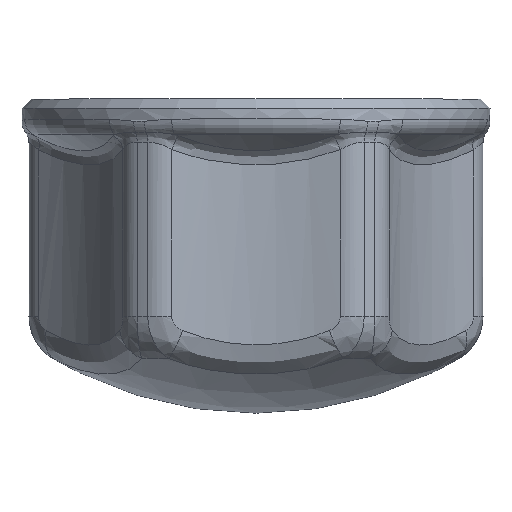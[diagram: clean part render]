
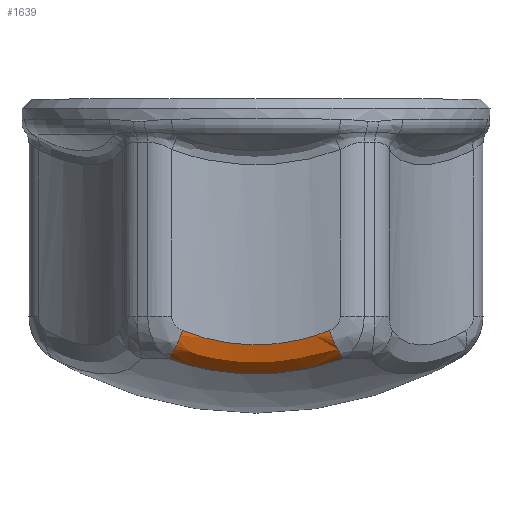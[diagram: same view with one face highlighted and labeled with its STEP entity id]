
A CAD part, top view. The second image highlights one B-rep face of the part: STEP entity #1639.
In plain terms, the highlighted free-form (B-spline) face has degree [3, 2] with [14, 3] control points.
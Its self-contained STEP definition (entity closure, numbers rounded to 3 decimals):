
#54=(
BOUNDED_SURFACE()
B_SPLINE_SURFACE(3,2,((#6155,#6156,#6157),(#6158,#6159,#6160),(#6161,#6162,
#6163),(#6164,#6165,#6166),(#6167,#6168,#6169),(#6170,#6171,#6172),(#6173,
#6174,#6175),(#6176,#6177,#6178),(#6179,#6180,#6181),(#6182,#6183,#6184),
(#6185,#6186,#6187),(#6188,#6189,#6190),(#6191,#6192,#6193),(#6194,#6195,
#6196)),.UNSPECIFIED.,.F.,.F.,.F.)
B_SPLINE_SURFACE_WITH_KNOTS((4,2,2,2,2,2,4),(3,3),(0.,0.003,0.004,
0.005,0.008,0.009,0.01),(0.,1.),.UNSPECIFIED.)
GEOMETRIC_REPRESENTATION_ITEM()
RATIONAL_B_SPLINE_SURFACE(((1.,0.834,1.),(1.,0.837,1.),(1.,
0.84,1.),(1.,0.842,1.),(1.,0.843,1.),(1.,0.844,
1.),(1.,0.844,1.),(1.,0.844,1.),(1.,0.843,1.),(1.,0.841,
1.),(1.,0.84,1.),(1.,0.837,1.),(1.,0.835,1.),(1.,0.834,
1.)))
REPRESENTATION_ITEM('')
SURFACE()
);
#171=B_SPLINE_CURVE_WITH_KNOTS('',3,(#4717,#4718,#4719,#4720,#4721,#4722,
#4723,#4724,#4725,#4726,#4727,#4728,#4729,#4730,#4731,#4732,#4733,#4734,
#4735,#4736,#4737,#4738,#4739,#4740,#4741,#4742,#4743,#4744,#4745,#4746,
#4747,#4748,#4749,#4750,#4751,#4752,#4753,#4754,#4755,#4756,#4757,#4758,
#4759),.UNSPECIFIED.,.F.,.F.,(4,3,3,3,3,3,3,3,3,3,3,3,3,3,4),(0.,0.001,
0.001,0.002,0.002,0.002,
0.005,0.005,0.005,0.006,
0.006,0.007,0.007,0.009,0.009),
 .UNSPECIFIED.);
#179=B_SPLINE_CURVE_WITH_KNOTS('',3,(#5017,#5018,#5019,#5020,#5021,#5022,
#5023,#5024,#5025,#5026,#5027,#5028,#5029,#5030,#5031,#5032,#5033,#5034,
#5035),.UNSPECIFIED.,.F.,.F.,(4,3,3,3,3,3,4),(0.,0.003,0.004,
0.006,0.008,0.01,0.011),.UNSPECIFIED.);
#385=FACE_OUTER_BOUND('',#497,.T.);
#497=EDGE_LOOP('',(#1463,#1464,#1465,#1466));
#629=CIRCLE('',#1846,1.4);
#630=CIRCLE('',#1847,1.4);
#741=VERTEX_POINT('',#4669);
#742=VERTEX_POINT('',#4716);
#757=VERTEX_POINT('',#5014);
#758=VERTEX_POINT('',#5016);
#954=EDGE_CURVE('',#741,#742,#171,.T.);
#976=EDGE_CURVE('',#757,#758,#179,.T.);
#1017=EDGE_CURVE('',#742,#757,#629,.T.);
#1018=EDGE_CURVE('',#741,#758,#630,.T.);
#1463=ORIENTED_EDGE('',*,*,#1018,.T.);
#1464=ORIENTED_EDGE('',*,*,#976,.F.);
#1465=ORIENTED_EDGE('',*,*,#1017,.F.);
#1466=ORIENTED_EDGE('',*,*,#954,.F.);
#1639=ADVANCED_FACE('',(#385),#54,.T.);
#1846=AXIS2_PLACEMENT_3D('',#6154,#2233,#2234);
#1847=AXIS2_PLACEMENT_3D('',#6197,#2235,#2236);
#2233=DIRECTION('center_axis',(0.916,0.34,0.213));
#2234=DIRECTION('ref_axis',(-0.226,0.,0.974));
#2235=DIRECTION('center_axis',(0.916,-0.34,-0.213));
#2236=DIRECTION('ref_axis',(0.226,0.,0.974));
#4669=CARTESIAN_POINT('',(15.96,-131.418,-164.755));
#4716=CARTESIAN_POINT('',(22.301,-131.418,-164.755));
#4717=CARTESIAN_POINT('Ctrl Pts',(15.96,-131.418,-164.755));
#4718=CARTESIAN_POINT('Ctrl Pts',(16.21,-131.52,-164.813));
#4719=CARTESIAN_POINT('Ctrl Pts',(16.464,-131.61,-164.865));
#4720=CARTESIAN_POINT('Ctrl Pts',(16.724,-131.689,-164.91));
#4721=CARTESIAN_POINT('Ctrl Pts',(16.725,-131.689,-164.911));
#4722=CARTESIAN_POINT('Ctrl Pts',(16.726,-131.689,-164.911));
#4723=CARTESIAN_POINT('Ctrl Pts',(16.728,-131.69,-164.911));
#4724=CARTESIAN_POINT('Ctrl Pts',(16.894,-131.739,-164.94));
#4725=CARTESIAN_POINT('Ctrl Pts',(17.062,-131.784,-164.966));
#4726=CARTESIAN_POINT('Ctrl Pts',(17.232,-131.824,-164.989));
#4727=CARTESIAN_POINT('Ctrl Pts',(17.326,-131.846,-165.002));
#4728=CARTESIAN_POINT('Ctrl Pts',(17.421,-131.867,-165.014));
#4729=CARTESIAN_POINT('Ctrl Pts',(17.516,-131.885,-165.025));
#4730=CARTESIAN_POINT('Ctrl Pts',(17.517,-131.885,-165.026));
#4731=CARTESIAN_POINT('Ctrl Pts',(17.518,-131.886,-165.026));
#4732=CARTESIAN_POINT('Ctrl Pts',(17.52,-131.886,-165.026));
#4733=CARTESIAN_POINT('Ctrl Pts',(18.051,-131.991,-165.087));
#4734=CARTESIAN_POINT('Ctrl Pts',(18.589,-132.043,-165.119));
#4735=CARTESIAN_POINT('Ctrl Pts',(19.132,-132.043,-165.119));
#4736=CARTESIAN_POINT('Ctrl Pts',(19.133,-132.043,-165.119));
#4737=CARTESIAN_POINT('Ctrl Pts',(19.133,-132.043,-165.119));
#4738=CARTESIAN_POINT('Ctrl Pts',(19.133,-132.043,-165.119));
#4739=CARTESIAN_POINT('Ctrl Pts',(19.296,-132.043,-165.119));
#4740=CARTESIAN_POINT('Ctrl Pts',(19.461,-132.038,-165.116));
#4741=CARTESIAN_POINT('Ctrl Pts',(19.626,-132.028,-165.11));
#4742=CARTESIAN_POINT('Ctrl Pts',(19.734,-132.022,-165.106));
#4743=CARTESIAN_POINT('Ctrl Pts',(19.842,-132.013,-165.101));
#4744=CARTESIAN_POINT('Ctrl Pts',(19.95,-132.003,-165.095));
#4745=CARTESIAN_POINT('Ctrl Pts',(19.951,-132.003,-165.095));
#4746=CARTESIAN_POINT('Ctrl Pts',(19.953,-132.002,-165.095));
#4747=CARTESIAN_POINT('Ctrl Pts',(19.954,-132.002,-165.095));
#4748=CARTESIAN_POINT('Ctrl Pts',(20.225,-131.975,-165.079));
#4749=CARTESIAN_POINT('Ctrl Pts',(20.491,-131.936,-165.055));
#4750=CARTESIAN_POINT('Ctrl Pts',(20.754,-131.884,-165.024));
#4751=CARTESIAN_POINT('Ctrl Pts',(20.756,-131.883,-165.024));
#4752=CARTESIAN_POINT('Ctrl Pts',(20.758,-131.883,-165.024));
#4753=CARTESIAN_POINT('Ctrl Pts',(20.76,-131.882,-165.024));
#4754=CARTESIAN_POINT('Ctrl Pts',(21.131,-131.808,-164.98));
#4755=CARTESIAN_POINT('Ctrl Pts',(21.495,-131.71,-164.923));
#4756=CARTESIAN_POINT('Ctrl Pts',(21.852,-131.587,-164.852));
#4757=CARTESIAN_POINT('Ctrl Pts',(22.003,-131.535,-164.822));
#4758=CARTESIAN_POINT('Ctrl Pts',(22.153,-131.479,-164.79));
#4759=CARTESIAN_POINT('Ctrl Pts',(22.301,-131.418,-164.755));
#5014=CARTESIAN_POINT('',(22.922,-132.631,-165.488));
#5016=CARTESIAN_POINT('',(15.34,-132.631,-165.488));
#5017=CARTESIAN_POINT('Ctrl Pts',(22.922,-132.631,-165.488));
#5018=CARTESIAN_POINT('Ctrl Pts',(22.321,-132.854,-165.627));
#5019=CARTESIAN_POINT('Ctrl Pts',(21.705,-133.022,-165.736));
#5020=CARTESIAN_POINT('Ctrl Pts',(21.072,-133.136,-165.81));
#5021=CARTESIAN_POINT('Ctrl Pts',(20.756,-133.193,-165.847));
#5022=CARTESIAN_POINT('Ctrl Pts',(20.435,-133.237,-165.875));
#5023=CARTESIAN_POINT('Ctrl Pts',(20.11,-133.266,-165.894));
#5024=CARTESIAN_POINT('Ctrl Pts',(19.786,-133.295,-165.913));
#5025=CARTESIAN_POINT('Ctrl Pts',(19.457,-133.31,-165.923));
#5026=CARTESIAN_POINT('Ctrl Pts',(19.133,-133.31,-165.923));
#5027=CARTESIAN_POINT('Ctrl Pts',(18.484,-133.31,-165.923));
#5028=CARTESIAN_POINT('Ctrl Pts',(17.841,-133.253,-165.885));
#5029=CARTESIAN_POINT('Ctrl Pts',(17.204,-133.139,-165.812));
#5030=CARTESIAN_POINT('Ctrl Pts',(16.886,-133.082,-165.775));
#5031=CARTESIAN_POINT('Ctrl Pts',(16.569,-133.011,-165.729));
#5032=CARTESIAN_POINT('Ctrl Pts',(16.257,-132.926,-165.674));
#5033=CARTESIAN_POINT('Ctrl Pts',(15.946,-132.841,-165.62));
#5034=CARTESIAN_POINT('Ctrl Pts',(15.64,-132.742,-165.558));
#5035=CARTESIAN_POINT('Ctrl Pts',(15.34,-132.631,-165.488));
#6154=CARTESIAN_POINT('Origin',(22.618,-131.418,-166.119));
#6155=CARTESIAN_POINT('Ctrl Pts',(22.301,-131.418,-164.755));
#6156=CARTESIAN_POINT('Ctrl Pts',(22.608,-132.291,-164.684));
#6157=CARTESIAN_POINT('Ctrl Pts',(22.922,-132.631,-165.488));
#6158=CARTESIAN_POINT('Ctrl Pts',(21.799,-131.624,-164.872));
#6159=CARTESIAN_POINT('Ctrl Pts',(22.06,-132.501,-164.823));
#6160=CARTESIAN_POINT('Ctrl Pts',(22.321,-132.854,-165.627));
#6161=CARTESIAN_POINT('Ctrl Pts',(21.283,-131.779,-164.963));
#6162=CARTESIAN_POINT('Ctrl Pts',(21.493,-132.66,-164.932));
#6163=CARTESIAN_POINT('Ctrl Pts',(21.705,-133.022,-165.736));
#6164=CARTESIAN_POINT('Ctrl Pts',(20.49,-131.936,-165.055));
#6165=CARTESIAN_POINT('Ctrl Pts',(20.622,-132.822,-165.043));
#6166=CARTESIAN_POINT('Ctrl Pts',(20.756,-133.193,-165.847));
#6167=CARTESIAN_POINT('Ctrl Pts',(20.222,-131.976,-165.079));
#6168=CARTESIAN_POINT('Ctrl Pts',(20.328,-132.863,-165.071));
#6169=CARTESIAN_POINT('Ctrl Pts',(20.435,-133.237,-165.875));
#6170=CARTESIAN_POINT('Ctrl Pts',(19.678,-132.03,-165.111));
#6171=CARTESIAN_POINT('Ctrl Pts',(19.732,-132.918,-165.109));
#6172=CARTESIAN_POINT('Ctrl Pts',(19.786,-133.295,-165.913));
#6173=CARTESIAN_POINT('Ctrl Pts',(19.404,-132.043,-165.119));
#6174=CARTESIAN_POINT('Ctrl Pts',(19.43,-132.932,-165.119));
#6175=CARTESIAN_POINT('Ctrl Pts',(19.457,-133.31,-165.923));
#6176=CARTESIAN_POINT('Ctrl Pts',(18.589,-132.043,-165.119));
#6177=CARTESIAN_POINT('Ctrl Pts',(18.537,-132.932,-165.119));
#6178=CARTESIAN_POINT('Ctrl Pts',(18.484,-133.31,-165.923));
#6179=CARTESIAN_POINT('Ctrl Pts',(18.052,-131.991,-165.088));
#6180=CARTESIAN_POINT('Ctrl Pts',(17.946,-132.878,-165.081));
#6181=CARTESIAN_POINT('Ctrl Pts',(17.841,-133.253,-165.885));
#6182=CARTESIAN_POINT('Ctrl Pts',(17.254,-131.834,-164.995));
#6183=CARTESIAN_POINT('Ctrl Pts',(17.071,-132.717,-164.971));
#6184=CARTESIAN_POINT('Ctrl Pts',(16.886,-133.082,-165.775));
#6185=CARTESIAN_POINT('Ctrl Pts',(16.988,-131.768,-164.956));
#6186=CARTESIAN_POINT('Ctrl Pts',(16.78,-132.649,-164.925));
#6187=CARTESIAN_POINT('Ctrl Pts',(16.569,-133.011,-165.729));
#6188=CARTESIAN_POINT('Ctrl Pts',(16.467,-131.611,-164.866));
#6189=CARTESIAN_POINT('Ctrl Pts',(16.209,-132.489,-164.816));
#6190=CARTESIAN_POINT('Ctrl Pts',(15.946,-132.841,-165.62));
#6191=CARTESIAN_POINT('Ctrl Pts',(16.211,-131.521,-164.814));
#6192=CARTESIAN_POINT('Ctrl Pts',(15.928,-132.396,-164.754));
#6193=CARTESIAN_POINT('Ctrl Pts',(15.64,-132.742,-165.558));
#6194=CARTESIAN_POINT('Ctrl Pts',(15.96,-131.418,-164.755));
#6195=CARTESIAN_POINT('Ctrl Pts',(15.653,-132.291,-164.684));
#6196=CARTESIAN_POINT('Ctrl Pts',(15.34,-132.631,-165.488));
#6197=CARTESIAN_POINT('Origin',(15.643,-131.418,-166.119));
